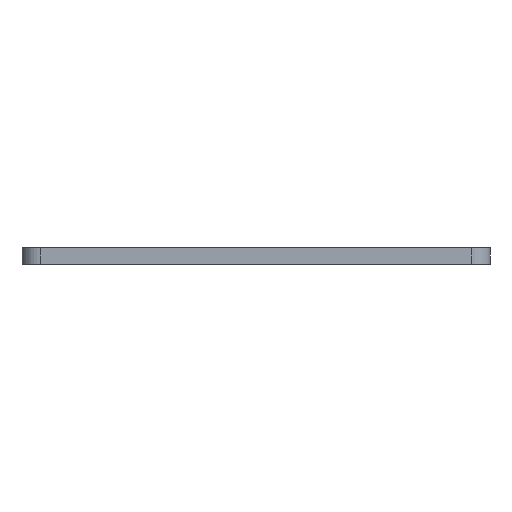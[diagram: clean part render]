
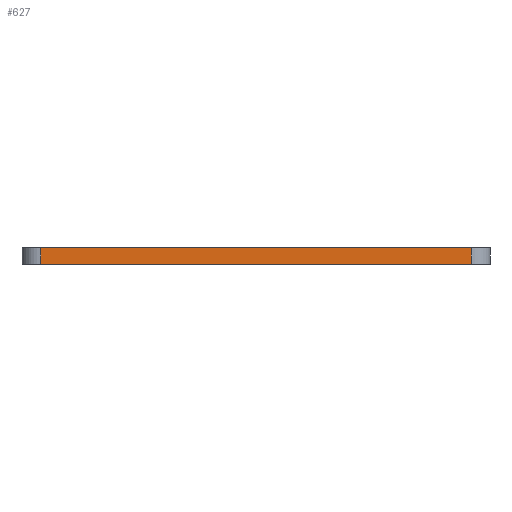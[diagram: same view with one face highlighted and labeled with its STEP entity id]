
A CAD part, front view. The second image highlights one B-rep face of the part: STEP entity #627.
In plain terms, the highlighted planar face has unit normal (0, -1, 0).
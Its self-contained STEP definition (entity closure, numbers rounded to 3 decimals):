
#26 = DIRECTION ( 'NONE',  ( 0., 0., -1. ) ) ;
#283 = CARTESIAN_POINT ( 'NONE',  ( 2.54, 0., 0. ) ) ;
#299 = CARTESIAN_POINT ( 'NONE',  ( 61.46, 0., -2.286 ) ) ;
#322 = ORIENTED_EDGE ( 'NONE', *, *, #490, .F. ) ;
#352 = VECTOR ( 'NONE', #1020, 1000. ) ;
#385 = VECTOR ( 'NONE', #1520, 1000. ) ;
#458 = CARTESIAN_POINT ( 'NONE',  ( 61.46, 0., -2.286 ) ) ;
#488 = ORIENTED_EDGE ( 'NONE', *, *, #1611, .F. ) ;
#490 = EDGE_CURVE ( 'NONE', #1339, #1061, #867, .T. ) ;
#499 = CARTESIAN_POINT ( 'NONE',  ( 2.54, 0., -2.286 ) ) ;
#529 = LINE ( 'NONE', #299, #1346 ) ;
#547 = DIRECTION ( 'NONE',  ( 0., 0., 1. ) ) ;
#569 = EDGE_CURVE ( 'NONE', #1637, #795, #529, .T. ) ;
#627 = ADVANCED_FACE ( 'NONE', ( #1564 ), #668, .T. ) ;
#668 = PLANE ( 'NONE',  #714 ) ;
#695 = CARTESIAN_POINT ( 'NONE',  ( 2.54, 0., 0. ) ) ;
#714 = AXIS2_PLACEMENT_3D ( 'NONE', #1429, #1440, #26 ) ;
#795 = VERTEX_POINT ( 'NONE', #1356 ) ;
#856 = CARTESIAN_POINT ( 'NONE',  ( 2.54, 0., -2.286 ) ) ;
#867 = LINE ( 'NONE', #499, #352 ) ;
#905 = EDGE_CURVE ( 'NONE', #1339, #1637, #1254, .T. ) ;
#1020 = DIRECTION ( 'NONE',  ( 0., 0., 1. ) ) ;
#1061 = VERTEX_POINT ( 'NONE', #283 ) ;
#1104 = DIRECTION ( 'NONE',  ( 1., 0., 0. ) ) ;
#1132 = ORIENTED_EDGE ( 'NONE', *, *, #905, .T. ) ;
#1193 = EDGE_LOOP ( 'NONE', ( #488, #322, #1132, #1353 ) ) ;
#1204 = VECTOR ( 'NONE', #1104, 1000. ) ;
#1221 = LINE ( 'NONE', #695, #1204 ) ;
#1254 = LINE ( 'NONE', #856, #385 ) ;
#1339 = VERTEX_POINT ( 'NONE', #1632 ) ;
#1346 = VECTOR ( 'NONE', #547, 1000. ) ;
#1353 = ORIENTED_EDGE ( 'NONE', *, *, #569, .T. ) ;
#1356 = CARTESIAN_POINT ( 'NONE',  ( 61.46, 0., 0. ) ) ;
#1429 = CARTESIAN_POINT ( 'NONE',  ( 2.54, 0., -2.286 ) ) ;
#1440 = DIRECTION ( 'NONE',  ( 0., -1., 0. ) ) ;
#1520 = DIRECTION ( 'NONE',  ( 1., 0., 0. ) ) ;
#1564 = FACE_OUTER_BOUND ( 'NONE', #1193, .T. ) ;
#1611 = EDGE_CURVE ( 'NONE', #1061, #795, #1221, .T. ) ;
#1632 = CARTESIAN_POINT ( 'NONE',  ( 2.54, 0., -2.286 ) ) ;
#1637 = VERTEX_POINT ( 'NONE', #458 ) ;
